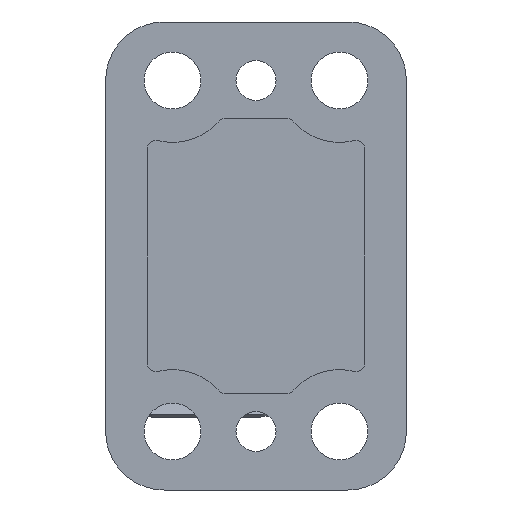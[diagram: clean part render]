
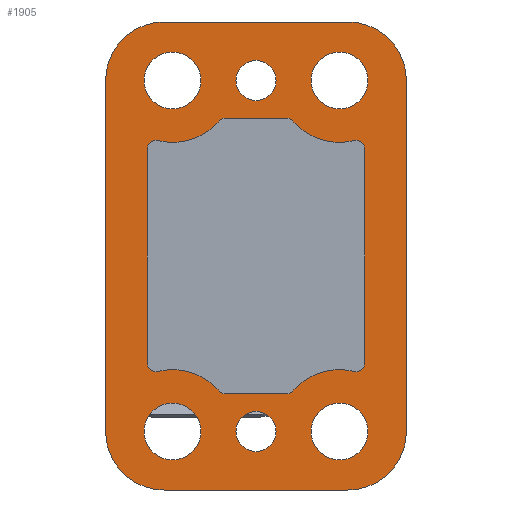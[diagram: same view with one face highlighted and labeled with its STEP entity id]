
A CAD part, front view. The second image highlights one B-rep face of the part: STEP entity #1905.
In plain terms, the highlighted planar face has unit normal (0, -1, 0).
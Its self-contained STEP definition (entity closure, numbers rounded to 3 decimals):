
#56=PLANE('',#2093);
#132=LINE('',#3000,#290);
#141=LINE('',#3020,#299);
#145=LINE('',#3032,#303);
#151=LINE('',#3043,#309);
#156=LINE('',#3079,#314);
#157=LINE('',#3088,#315);
#158=LINE('',#3096,#316);
#159=LINE('',#3104,#317);
#290=VECTOR('',#2370,1000.);
#299=VECTOR('',#2387,1000.);
#303=VECTOR('',#2399,1000.);
#309=VECTOR('',#2411,1000.);
#314=VECTOR('',#2454,1000.);
#315=VECTOR('',#2461,1000.);
#316=VECTOR('',#2468,1000.);
#317=VECTOR('',#2475,1000.);
#554=ORIENTED_EDGE('',*,*,#1072,.T.);
#555=ORIENTED_EDGE('',*,*,#1073,.T.);
#556=ORIENTED_EDGE('',*,*,#1074,.F.);
#557=ORIENTED_EDGE('',*,*,#1075,.T.);
#558=ORIENTED_EDGE('',*,*,#1076,.T.);
#559=ORIENTED_EDGE('',*,*,#1077,.T.);
#560=ORIENTED_EDGE('',*,*,#1078,.F.);
#561=ORIENTED_EDGE('',*,*,#1079,.T.);
#562=ORIENTED_EDGE('',*,*,#1080,.T.);
#563=ORIENTED_EDGE('',*,*,#1081,.T.);
#564=ORIENTED_EDGE('',*,*,#1082,.F.);
#565=ORIENTED_EDGE('',*,*,#1083,.T.);
#566=ORIENTED_EDGE('',*,*,#1084,.T.);
#567=ORIENTED_EDGE('',*,*,#1085,.T.);
#568=ORIENTED_EDGE('',*,*,#1086,.F.);
#569=ORIENTED_EDGE('',*,*,#1087,.T.);
#570=ORIENTED_EDGE('',*,*,#1067,.T.);
#571=ORIENTED_EDGE('',*,*,#1065,.T.);
#572=ORIENTED_EDGE('',*,*,#1064,.T.);
#573=ORIENTED_EDGE('',*,*,#1062,.T.);
#574=ORIENTED_EDGE('',*,*,#1061,.T.);
#575=ORIENTED_EDGE('',*,*,#1059,.T.);
#576=ORIENTED_EDGE('',*,*,#1033,.F.);
#577=ORIENTED_EDGE('',*,*,#1068,.F.);
#578=ORIENTED_EDGE('',*,*,#1057,.F.);
#579=ORIENTED_EDGE('',*,*,#1055,.F.);
#580=ORIENTED_EDGE('',*,*,#1050,.F.);
#581=ORIENTED_EDGE('',*,*,#1047,.F.);
#582=ORIENTED_EDGE('',*,*,#1044,.F.);
#583=ORIENTED_EDGE('',*,*,#1041,.F.);
#1033=EDGE_CURVE('',#1303,#1304,#132,.T.);
#1041=EDGE_CURVE('',#1304,#1308,#1465,.T.);
#1044=EDGE_CURVE('',#1308,#1310,#141,.T.);
#1047=EDGE_CURVE('',#1310,#1312,#1467,.T.);
#1050=EDGE_CURVE('',#1312,#1314,#145,.T.);
#1055=EDGE_CURVE('',#1314,#1315,#1469,.T.);
#1057=EDGE_CURVE('',#1315,#1316,#151,.T.);
#1059=EDGE_CURVE('',#1317,#1317,#1470,.T.);
#1061=EDGE_CURVE('',#1319,#1319,#1472,.T.);
#1062=EDGE_CURVE('',#1320,#1320,#1473,.T.);
#1064=EDGE_CURVE('',#1322,#1322,#1475,.T.);
#1065=EDGE_CURVE('',#1323,#1323,#1476,.T.);
#1067=EDGE_CURVE('',#1325,#1325,#1478,.T.);
#1068=EDGE_CURVE('',#1316,#1303,#1479,.T.);
#1072=EDGE_CURVE('',#1328,#1329,#156,.T.);
#1073=EDGE_CURVE('',#1329,#1330,#1480,.T.);
#1074=EDGE_CURVE('',#1331,#1330,#1481,.T.);
#1075=EDGE_CURVE('',#1331,#1332,#1482,.T.);
#1076=EDGE_CURVE('',#1332,#1333,#157,.T.);
#1077=EDGE_CURVE('',#1333,#1334,#1483,.T.);
#1078=EDGE_CURVE('',#1335,#1334,#1484,.T.);
#1079=EDGE_CURVE('',#1335,#1336,#1485,.T.);
#1080=EDGE_CURVE('',#1336,#1337,#158,.T.);
#1081=EDGE_CURVE('',#1337,#1338,#1486,.T.);
#1082=EDGE_CURVE('',#1339,#1338,#1487,.T.);
#1083=EDGE_CURVE('',#1339,#1340,#1488,.T.);
#1084=EDGE_CURVE('',#1340,#1341,#159,.T.);
#1085=EDGE_CURVE('',#1341,#1342,#1489,.T.);
#1086=EDGE_CURVE('',#1343,#1342,#1490,.T.);
#1087=EDGE_CURVE('',#1343,#1328,#1491,.T.);
#1303=VERTEX_POINT('',#3001);
#1304=VERTEX_POINT('',#3002);
#1308=VERTEX_POINT('',#3015);
#1310=VERTEX_POINT('',#3021);
#1312=VERTEX_POINT('',#3027);
#1314=VERTEX_POINT('',#3033);
#1315=VERTEX_POINT('',#3040);
#1316=VERTEX_POINT('',#3044);
#1317=VERTEX_POINT('',#3048);
#1319=VERTEX_POINT('',#3053);
#1320=VERTEX_POINT('',#3056);
#1322=VERTEX_POINT('',#3061);
#1323=VERTEX_POINT('',#3064);
#1325=VERTEX_POINT('',#3069);
#1328=VERTEX_POINT('',#3080);
#1329=VERTEX_POINT('',#3081);
#1330=VERTEX_POINT('',#3083);
#1331=VERTEX_POINT('',#3085);
#1332=VERTEX_POINT('',#3087);
#1333=VERTEX_POINT('',#3089);
#1334=VERTEX_POINT('',#3091);
#1335=VERTEX_POINT('',#3093);
#1336=VERTEX_POINT('',#3095);
#1337=VERTEX_POINT('',#3097);
#1338=VERTEX_POINT('',#3099);
#1339=VERTEX_POINT('',#3101);
#1340=VERTEX_POINT('',#3103);
#1341=VERTEX_POINT('',#3105);
#1342=VERTEX_POINT('',#3107);
#1343=VERTEX_POINT('',#3109);
#1465=CIRCLE('',#2065,7.);
#1467=CIRCLE('',#2069,7.);
#1469=CIRCLE('',#2073,7.);
#1470=CIRCLE('',#2076,3.4);
#1472=CIRCLE('',#2079,3.4);
#1473=CIRCLE('',#2081,2.4);
#1475=CIRCLE('',#2084,2.4);
#1476=CIRCLE('',#2086,3.4);
#1478=CIRCLE('',#2089,3.4);
#1479=CIRCLE('',#2091,7.);
#1480=CIRCLE('',#2094,1.);
#1481=CIRCLE('',#2095,7.4);
#1482=CIRCLE('',#2096,1.);
#1483=CIRCLE('',#2097,1.);
#1484=CIRCLE('',#2098,7.4);
#1485=CIRCLE('',#2099,1.);
#1486=CIRCLE('',#2100,1.);
#1487=CIRCLE('',#2101,7.4);
#1488=CIRCLE('',#2102,1.);
#1489=CIRCLE('',#2103,1.);
#1490=CIRCLE('',#2104,7.4);
#1491=CIRCLE('',#2105,1.);
#1586=EDGE_LOOP('',(#554,#555,#556,#557,#558,#559,#560,#561,#562,#563,#564,
#565,#566,#567,#568,#569));
#1587=EDGE_LOOP('',(#570));
#1588=EDGE_LOOP('',(#571));
#1589=EDGE_LOOP('',(#572));
#1590=EDGE_LOOP('',(#573));
#1591=EDGE_LOOP('',(#574));
#1592=EDGE_LOOP('',(#575));
#1593=EDGE_LOOP('',(#576,#577,#578,#579,#580,#581,#582,#583));
#1724=FACE_BOUND('',#1586,.T.);
#1725=FACE_BOUND('',#1587,.T.);
#1726=FACE_BOUND('',#1588,.T.);
#1727=FACE_BOUND('',#1589,.T.);
#1728=FACE_BOUND('',#1590,.T.);
#1729=FACE_BOUND('',#1591,.T.);
#1730=FACE_BOUND('',#1592,.T.);
#1731=FACE_BOUND('',#1593,.T.);
#1905=ADVANCED_FACE('',(#1724,#1725,#1726,#1727,#1728,#1729,#1730,#1731),
#56,.F.);
#2065=AXIS2_PLACEMENT_3D('',#3014,#2380,#2381);
#2069=AXIS2_PLACEMENT_3D('',#3026,#2392,#2393);
#2073=AXIS2_PLACEMENT_3D('',#3039,#2406,#2407);
#2076=AXIS2_PLACEMENT_3D('',#3047,#2415,#2416);
#2079=AXIS2_PLACEMENT_3D('',#3052,#2421,#2422);
#2081=AXIS2_PLACEMENT_3D('',#3055,#2425,#2426);
#2084=AXIS2_PLACEMENT_3D('',#3060,#2431,#2432);
#2086=AXIS2_PLACEMENT_3D('',#3063,#2435,#2436);
#2089=AXIS2_PLACEMENT_3D('',#3068,#2441,#2442);
#2091=AXIS2_PLACEMENT_3D('',#3071,#2445,#2446);
#2093=AXIS2_PLACEMENT_3D('',#3078,#2452,#2453);
#2094=AXIS2_PLACEMENT_3D('',#3082,#2455,#2456);
#2095=AXIS2_PLACEMENT_3D('',#3084,#2457,#2458);
#2096=AXIS2_PLACEMENT_3D('',#3086,#2459,#2460);
#2097=AXIS2_PLACEMENT_3D('',#3090,#2462,#2463);
#2098=AXIS2_PLACEMENT_3D('',#3092,#2464,#2465);
#2099=AXIS2_PLACEMENT_3D('',#3094,#2466,#2467);
#2100=AXIS2_PLACEMENT_3D('',#3098,#2469,#2470);
#2101=AXIS2_PLACEMENT_3D('',#3100,#2471,#2472);
#2102=AXIS2_PLACEMENT_3D('',#3102,#2473,#2474);
#2103=AXIS2_PLACEMENT_3D('',#3106,#2476,#2477);
#2104=AXIS2_PLACEMENT_3D('',#3108,#2478,#2479);
#2105=AXIS2_PLACEMENT_3D('',#3110,#2480,#2481);
#2370=DIRECTION('',(0.,0.,1.));
#2380=DIRECTION('',(0.,1.,0.));
#2381=DIRECTION('',(1.,0.,0.));
#2387=DIRECTION('',(1.,0.,0.));
#2392=DIRECTION('',(0.,1.,0.));
#2393=DIRECTION('',(1.,0.,0.));
#2399=DIRECTION('',(0.,0.,-1.));
#2406=DIRECTION('',(0.,1.,0.));
#2407=DIRECTION('',(1.,0.,0.));
#2411=DIRECTION('',(-1.,0.,0.));
#2415=DIRECTION('',(0.,1.,0.));
#2416=DIRECTION('',(1.,0.,0.));
#2421=DIRECTION('',(0.,1.,0.));
#2422=DIRECTION('',(1.,0.,0.));
#2425=DIRECTION('',(0.,1.,0.));
#2426=DIRECTION('',(1.,0.,0.));
#2431=DIRECTION('',(0.,1.,0.));
#2432=DIRECTION('',(1.,0.,0.));
#2435=DIRECTION('',(0.,1.,0.));
#2436=DIRECTION('',(1.,0.,0.));
#2441=DIRECTION('',(0.,1.,0.));
#2442=DIRECTION('',(1.,0.,0.));
#2445=DIRECTION('',(0.,1.,0.));
#2446=DIRECTION('',(1.,0.,0.));
#2452=DIRECTION('',(0.,1.,0.));
#2453=DIRECTION('',(0.,0.,1.));
#2454=DIRECTION('',(0.,0.,1.));
#2455=DIRECTION('',(0.,1.,0.));
#2456=DIRECTION('',(1.,0.,0.));
#2457=DIRECTION('',(0.,1.,0.));
#2458=DIRECTION('',(1.,0.,0.));
#2459=DIRECTION('',(0.,1.,0.));
#2460=DIRECTION('',(1.,0.,0.));
#2461=DIRECTION('',(1.,0.,0.));
#2462=DIRECTION('',(0.,1.,0.));
#2463=DIRECTION('',(1.,0.,0.));
#2464=DIRECTION('',(0.,1.,0.));
#2465=DIRECTION('',(1.,0.,0.));
#2466=DIRECTION('',(0.,1.,0.));
#2467=DIRECTION('',(1.,0.,0.));
#2468=DIRECTION('',(0.,0.,-1.));
#2469=DIRECTION('',(0.,1.,0.));
#2470=DIRECTION('',(1.,0.,0.));
#2471=DIRECTION('',(0.,1.,0.));
#2472=DIRECTION('',(1.,0.,0.));
#2473=DIRECTION('',(0.,1.,0.));
#2474=DIRECTION('',(1.,0.,0.));
#2475=DIRECTION('',(-1.,0.,0.));
#2476=DIRECTION('',(0.,1.,0.));
#2477=DIRECTION('',(1.,0.,0.));
#2478=DIRECTION('',(0.,1.,0.));
#2479=DIRECTION('',(1.,0.,0.));
#2480=DIRECTION('',(0.,1.,0.));
#2481=DIRECTION('',(1.,0.,0.));
#3000=CARTESIAN_POINT('',(-18.,0.,-21.));
#3001=CARTESIAN_POINT('',(-18.,0.,-21.));
#3002=CARTESIAN_POINT('',(-18.,0.,21.));
#3014=CARTESIAN_POINT('',(-11.,0.,21.));
#3015=CARTESIAN_POINT('',(-11.,0.,28.));
#3020=CARTESIAN_POINT('',(-11.,0.,28.));
#3021=CARTESIAN_POINT('',(11.,0.,28.));
#3026=CARTESIAN_POINT('',(11.,0.,21.));
#3027=CARTESIAN_POINT('',(18.,0.,21.));
#3032=CARTESIAN_POINT('',(18.,0.,21.));
#3033=CARTESIAN_POINT('',(18.,0.,-21.));
#3039=CARTESIAN_POINT('',(11.,0.,-21.));
#3040=CARTESIAN_POINT('',(11.,0.,-28.));
#3043=CARTESIAN_POINT('',(11.,0.,-28.));
#3044=CARTESIAN_POINT('',(-11.,0.,-28.));
#3047=CARTESIAN_POINT('',(10.,0.,-21.));
#3048=CARTESIAN_POINT('',(13.4,0.,-21.));
#3052=CARTESIAN_POINT('',(10.,0.,21.));
#3053=CARTESIAN_POINT('',(13.4,0.,21.));
#3055=CARTESIAN_POINT('',(0.,0.,-21.));
#3056=CARTESIAN_POINT('',(2.4,0.,-21.));
#3060=CARTESIAN_POINT('',(0.,0.,21.));
#3061=CARTESIAN_POINT('',(2.4,0.,21.));
#3063=CARTESIAN_POINT('',(-10.,0.,-21.));
#3064=CARTESIAN_POINT('',(-6.6,0.,-21.));
#3068=CARTESIAN_POINT('',(-10.,0.,21.));
#3069=CARTESIAN_POINT('',(-6.6,0.,21.));
#3071=CARTESIAN_POINT('',(-11.,0.,-21.));
#3078=CARTESIAN_POINT('',(-11.,0.,21.));
#3079=CARTESIAN_POINT('',(-13.,0.,-12.842));
#3080=CARTESIAN_POINT('',(-13.,0.,-12.842));
#3081=CARTESIAN_POINT('',(-13.,0.,12.842));
#3082=CARTESIAN_POINT('',(-12.,0.,12.842));
#3083=CARTESIAN_POINT('',(-11.762,0.,13.813));
#3084=CARTESIAN_POINT('',(-10.,0.,21.));
#3085=CARTESIAN_POINT('',(-4.407,0.,16.155));
#3086=CARTESIAN_POINT('',(-3.651,0.,15.5));
#3087=CARTESIAN_POINT('',(-3.651,0.,16.5));
#3088=CARTESIAN_POINT('',(-3.651,0.,16.5));
#3089=CARTESIAN_POINT('',(3.651,0.,16.5));
#3090=CARTESIAN_POINT('',(3.651,0.,15.5));
#3091=CARTESIAN_POINT('',(4.407,0.,16.155));
#3092=CARTESIAN_POINT('',(10.,0.,21.));
#3093=CARTESIAN_POINT('',(11.762,0.,13.813));
#3094=CARTESIAN_POINT('',(12.,0.,12.842));
#3095=CARTESIAN_POINT('',(13.,0.,12.842));
#3096=CARTESIAN_POINT('',(13.,0.,12.842));
#3097=CARTESIAN_POINT('',(13.,0.,-12.842));
#3098=CARTESIAN_POINT('',(12.,0.,-12.842));
#3099=CARTESIAN_POINT('',(11.762,0.,-13.813));
#3100=CARTESIAN_POINT('',(10.,0.,-21.));
#3101=CARTESIAN_POINT('',(4.407,0.,-16.155));
#3102=CARTESIAN_POINT('',(3.651,0.,-15.5));
#3103=CARTESIAN_POINT('',(3.651,0.,-16.5));
#3104=CARTESIAN_POINT('',(3.651,0.,-16.5));
#3105=CARTESIAN_POINT('',(-3.651,0.,-16.5));
#3106=CARTESIAN_POINT('',(-3.651,0.,-15.5));
#3107=CARTESIAN_POINT('',(-4.407,0.,-16.155));
#3108=CARTESIAN_POINT('',(-10.,0.,-21.));
#3109=CARTESIAN_POINT('',(-11.762,0.,-13.813));
#3110=CARTESIAN_POINT('',(-12.,0.,-12.842));
